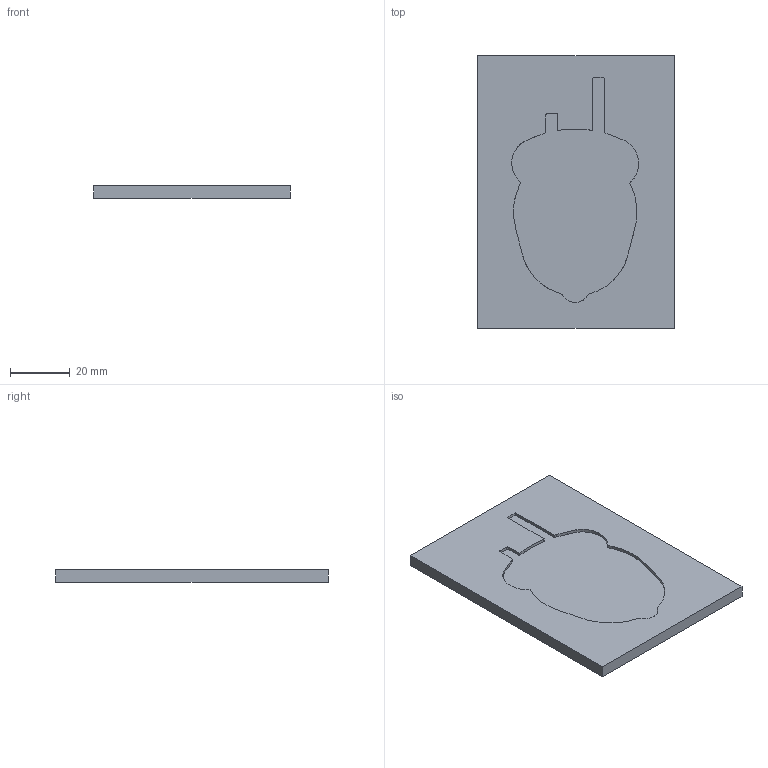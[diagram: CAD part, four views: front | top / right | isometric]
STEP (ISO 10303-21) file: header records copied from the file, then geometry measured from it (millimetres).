
FILE_DESCRIPTION(/* description */ (''),/* implementation_level */ '2;1');
FILE_NAME(/* name */ 'cardHolder v4.step',/* time_stamp */ '2020-06-29T17:09:37-07:00',/* author */ (''),/* organization */ (''),/* preprocessor_version */ 'ST-DEVELOPER v18.1',/* originating_system */ 'Autodesk Translation Framework v9.3.0.1241',/* authorisation */ '');
FILE_SCHEMA (('AUTOMOTIVE_DESIGN { 1 0 10303 214 3 1 1 }'));
Length unit declared in the file: millimetre
Products named in the file (1): cardHolder
Bounding box: 66 x 91.5 x 4.1 mm (x, y, z)
Volume: 10589.1 mm3; surface area: 21330.9 mm2
Topology: 1 solids, 1 shells, 64 faces, 183 edges, 122 vertices
Faces by surface type: bspline 32, plane 32
Entity records: 2370 total; most frequent: CARTESIAN_POINT 850, ORIENTED_EDGE 366, DIRECTION 209, EDGE_CURVE 183, VERTEX_POINT 122, LINE 119, VECTOR 119, EDGE_LOOP 67
